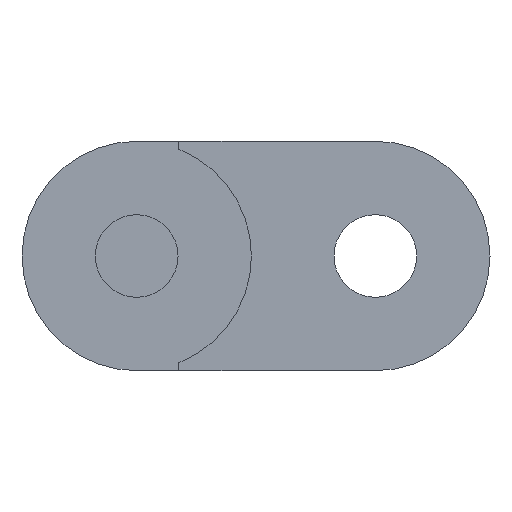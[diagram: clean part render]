
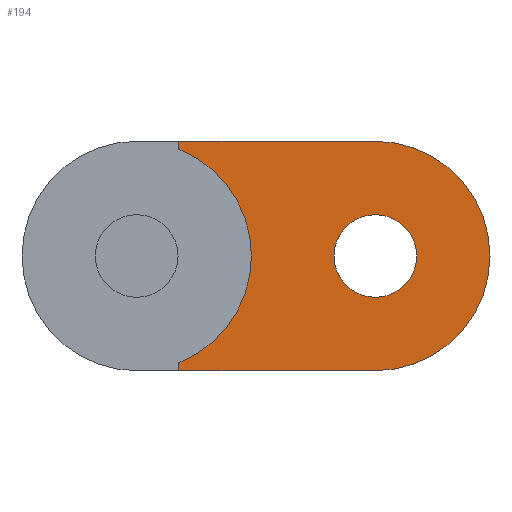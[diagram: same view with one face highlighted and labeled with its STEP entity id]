
A CAD part, front view. The second image highlights one B-rep face of the part: STEP entity #194.
In plain terms, the highlighted planar face has unit normal (0, -1, 0).
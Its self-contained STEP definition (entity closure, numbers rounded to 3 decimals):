
#194=ADVANCED_FACE('',(#389,#390),#391,.F.);
#389=FACE_BOUND('',#580,.T.);
#390=FACE_OUTER_BOUND('',#581,.T.);
#391=PLANE('',#582);
#580=EDGE_LOOP('',(#1120,#1121));
#581=EDGE_LOOP('',(#1122,#1123,#1124,#1125,#1126,#1127,#1128));
#582=AXIS2_PLACEMENT_3D('',#1129,#1130,#1131);
#1120=ORIENTED_EDGE('',*,*,#1367,.T.);
#1121=ORIENTED_EDGE('',*,*,#1174,.T.);
#1122=ORIENTED_EDGE('',*,*,#1377,.T.);
#1123=ORIENTED_EDGE('',*,*,#1164,.T.);
#1124=ORIENTED_EDGE('',*,*,#1380,.T.);
#1125=ORIENTED_EDGE('',*,*,#1375,.T.);
#1126=ORIENTED_EDGE('',*,*,#1261,.F.);
#1127=ORIENTED_EDGE('',*,*,#1381,.F.);
#1128=ORIENTED_EDGE('',*,*,#1361,.F.);
#1129=CARTESIAN_POINT('',(-6.5,-3.0,0.));
#1130=DIRECTION('',(0.0,1.0,0.0));
#1131=DIRECTION('',(-1.0,0.0,0.0));
#1164=EDGE_CURVE('',#1391,#1388,#1392,.T.);
#1174=EDGE_CURVE('',#1409,#1406,#1410,.T.);
#1261=EDGE_CURVE('',#1557,#1559,#1560,.T.);
#1361=EDGE_CURVE('',#1691,#1693,#1694,.T.);
#1367=EDGE_CURVE('',#1406,#1409,#1700,.T.);
#1375=EDGE_CURVE('',#1707,#1559,#1710,.T.);
#1377=EDGE_CURVE('',#1691,#1391,#1712,.T.);
#1380=EDGE_CURVE('',#1388,#1707,#1715,.T.);
#1381=EDGE_CURVE('',#1693,#1557,#1716,.T.);
#1388=VERTEX_POINT('',#1723);
#1391=VERTEX_POINT('',#1727);
#1392=CIRCLE('',#1728,6.25);
#1406=VERTEX_POINT('',#1745);
#1409=VERTEX_POINT('',#1749);
#1410=CIRCLE('',#1750,2.25);
#1557=VERTEX_POINT('',#1948);
#1559=VERTEX_POINT('',#1951);
#1560=LINE('',#1952,#1953);
#1691=VERTEX_POINT('',#2135);
#1693=VERTEX_POINT('',#2138);
#1694=LINE('',#2139,#2140);
#1700=CIRCLE('',#2147,2.25);
#1707=VERTEX_POINT('',#2154);
#1710=LINE('',#2159,#2160);
#1712=LINE('',#2162,#2163);
#1715=CIRCLE('',#2167,6.25);
#1716=CIRCLE('',#2168,6.25);
#1723=CARTESIAN_POINT('',(-6.75,-3.0,0.));
#1727=CARTESIAN_POINT('',(-10.7,-3.0,5.811));
#1728=AXIS2_PLACEMENT_3D('',#2175,#2176,#2177);
#1745=CARTESIAN_POINT('',(-2.25,-3.0,0.0));
#1749=CARTESIAN_POINT('',(2.25,-3.0,0.));
#1750=AXIS2_PLACEMENT_3D('',#2191,#2192,#2193);
#1948=CARTESIAN_POINT('',(0.0,-3.0,-6.25));
#1951=CARTESIAN_POINT('',(-10.7,-3.0,-6.25));
#1952=CARTESIAN_POINT('',(0.0,-3.0,-6.25));
#1953=VECTOR('',#2306,1.0);
#2135=CARTESIAN_POINT('',(-10.7,-3.0,6.25));
#2138=CARTESIAN_POINT('',(0.0,-3.0,6.25));
#2139=CARTESIAN_POINT('',(-13.0,-3.0,6.25));
#2140=VECTOR('',#2407,1.0);
#2147=AXIS2_PLACEMENT_3D('',#2412,#2413,#2414);
#2154=CARTESIAN_POINT('',(-10.7,-3.0,-5.811));
#2159=CARTESIAN_POINT('',(-10.7,-3.0,0.));
#2160=VECTOR('',#2423,1.0);
#2162=CARTESIAN_POINT('',(-10.7,-3.0,0.));
#2163=VECTOR('',#2424,1.0);
#2167=AXIS2_PLACEMENT_3D('',#2426,#2427,#2428);
#2168=AXIS2_PLACEMENT_3D('',#2429,#2430,#2431);
#2175=CARTESIAN_POINT('',(-13.0,-3.0,0.0));
#2176=DIRECTION('',(0.0,1.0,0.0));
#2177=DIRECTION('',(-1.0,0.0,0.0));
#2191=CARTESIAN_POINT('',(0.0,-3.0,0.0));
#2192=DIRECTION('',(0.0,1.0,0.0));
#2193=DIRECTION('',(-1.0,0.0,0.0));
#2306=DIRECTION('',(-1.0,0.0,0.0));
#2407=DIRECTION('',(1.0,0.0,0.0));
#2412=CARTESIAN_POINT('',(0.0,-3.0,0.0));
#2413=DIRECTION('',(0.0,1.0,0.0));
#2414=DIRECTION('',(-1.0,0.0,0.0));
#2423=DIRECTION('',(0.0,0.0,-1.0));
#2424=DIRECTION('',(0.0,0.0,-1.0));
#2426=CARTESIAN_POINT('',(-13.0,-3.0,0.0));
#2427=DIRECTION('',(0.0,1.0,0.0));
#2428=DIRECTION('',(-1.0,0.0,0.0));
#2429=CARTESIAN_POINT('',(0.0,-3.0,0.0));
#2430=DIRECTION('',(0.0,1.0,0.0));
#2431=DIRECTION('',(0.0,0.0,1.0));
